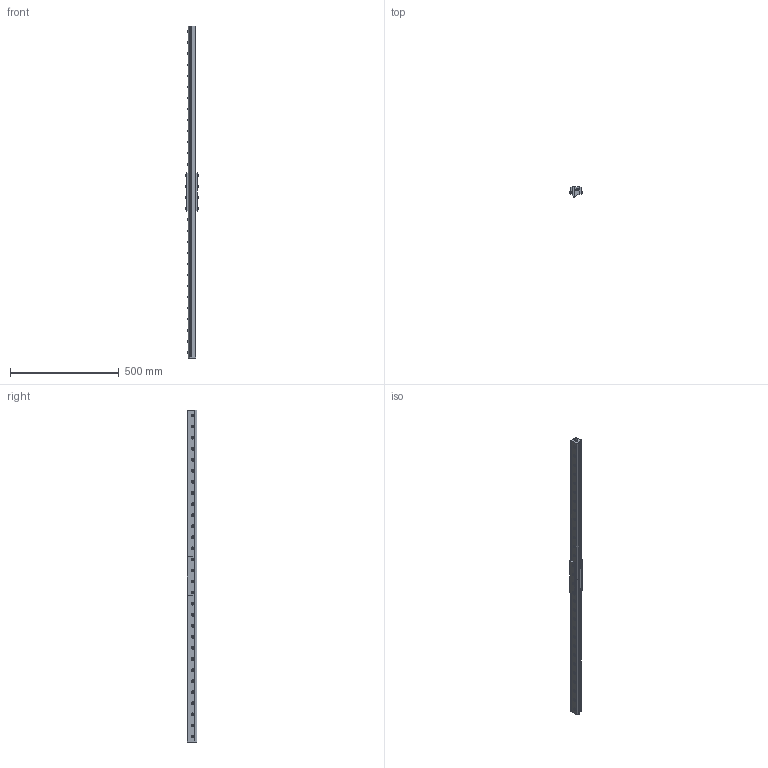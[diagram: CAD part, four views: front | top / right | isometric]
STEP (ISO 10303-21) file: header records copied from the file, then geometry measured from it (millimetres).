
FILE_DESCRIPTION((''),'2;1');
FILE_NAME('110060.stp','2009-08-05T09:11:42',('David Woerner'),(''),'Autodesk Inventor 2010','Autodesk Inventor 2010','');
FILE_SCHEMA(('AUTOMOTIVE_DESIGN { 1 0 10303 214 1 1 1 1 }'));
Length unit declared in the file: inch
Products named in the file (15): 110060 (coupling kit); 2976; 2977; 9950; Unbrako UNC Hex Socket Button Cap - Inch 1/4 x 5/8; 9776; Unbrako UNC Hex Socket Button Cap - Inch 1/4 x 1.1/4; 110030 (~1); 110544; 110545; 9654; Hexagon Socket Button Head Cap Screw - Inch 1/4 - 20 x 3/4; 2583; Parker Countersunk Hex-Head Plug 219P 219P-4; 110030 (~2)
Assembly tree (50 placements, depth 4):
  110060 (coupling kit)
    2976
    2977
    9950  x4
      Unbrako UNC Hex Socket Button Cap - Inch 1/4 x 5/8
    9776  x4
      Unbrako UNC Hex Socket Button Cap - Inch 1/4 x 1.1/4
    110030 (~1)
      110544
      110545
      9654  x13
        Hexagon Socket Button Head Cap Screw - Inch 1/4 - 20 x 3/4
      2583  x2
        Parker Countersunk Hex-Head Plug 219P 219P-4
    110030 (~2)
      110544
      110545
      9654  x13
        Hexagon Socket Button Head Cap Screw - Inch 1/4 - 20 x 3/4
      2583  x2
        Parker Countersunk Hex-Head Plug 219P 219P-4
Bounding box: 56.02 x 44.45 x 1524 mm (x, y, z)
Volume: 2175620.9 mm3; surface area: 438108.5 mm2
Topology: 44 solids, 44 shells, 797 faces, 1767 edges, 1126 vertices
Faces by surface type: plane 394, bspline 196, cone 110, cylinder 89, torus 8
Full cylindrical faces by diameter (mm): 6.35 x34, 6.756 x4, 11.1 x34, 15.443 x1
Entity records: 6786 total; most frequent: CARTESIAN_POINT 2082, DIRECTION 882, ORIENTED_EDGE 700, EDGE_LOOP 388, AXIS2_PLACEMENT_3D 364, EDGE_CURVE 350, VERTEX_POINT 280, FACE_OUTER_BOUND 195
